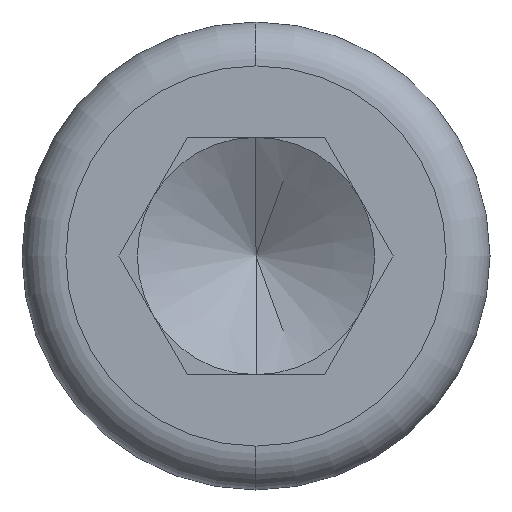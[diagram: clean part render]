
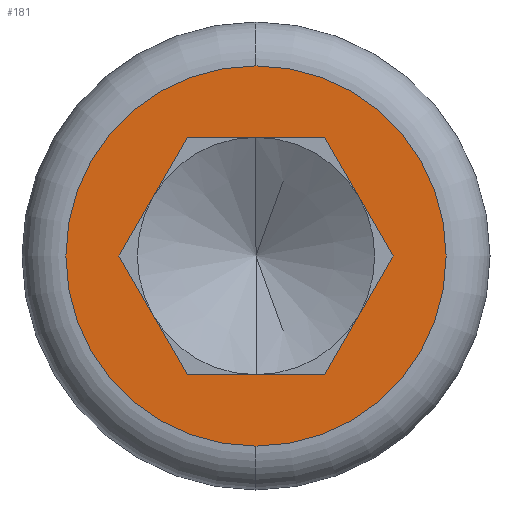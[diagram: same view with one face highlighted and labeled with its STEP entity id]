
A CAD part, left-side view. The second image highlights one B-rep face of the part: STEP entity #181.
In plain terms, the highlighted planar face has unit normal (-1, 0, 0).
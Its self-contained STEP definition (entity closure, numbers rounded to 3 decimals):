
#1 = EDGE_LOOP ( 'NONE', ( #548, #652 ) ) ;
#13 = EDGE_CURVE ( 'NONE', #125, #670, #49, .T. ) ;
#41 = EDGE_CURVE ( 'NONE', #743, #783, #350, .T. ) ;
#47 = DIRECTION ( 'NONE',  ( -1., 0., 0. ) ) ;
#49 = LINE ( 'NONE', #551, #457 ) ;
#85 = AXIS2_PLACEMENT_3D ( 'NONE', #100, #157, #554 ) ;
#91 = CARTESIAN_POINT ( 'NONE',  ( 0., -2.343, -4.058 ) ) ;
#94 = EDGE_LOOP ( 'NONE', ( #705, #624, #733, #580, #633, #741 ) ) ;
#95 = CARTESIAN_POINT ( 'NONE',  ( 0., -4.685, 0. ) ) ;
#99 = EDGE_CURVE ( 'NONE', #670, #233, #287, .T. ) ;
#100 = CARTESIAN_POINT ( 'NONE',  ( 0., 0., 0. ) ) ;
#124 = VERTEX_POINT ( 'NONE', #309 ) ;
#125 = VERTEX_POINT ( 'NONE', #365 ) ;
#140 = CARTESIAN_POINT ( 'NONE',  ( 0., 0., 6.5 ) ) ;
#144 = FACE_BOUND ( 'NONE', #94, .T. ) ;
#157 = DIRECTION ( 'NONE',  ( -1., 0., 0. ) ) ;
#171 = CARTESIAN_POINT ( 'NONE',  ( 0., 2.343, -4.058 ) ) ;
#181 = ADVANCED_FACE ( 'NONE', ( #144, #376 ), #429, .T. ) ;
#207 = DIRECTION ( 'NONE',  ( -1., 0., 0. ) ) ;
#218 = DIRECTION ( 'NONE',  ( 0., -0.5, -0.866 ) ) ;
#227 = DIRECTION ( 'NONE',  ( 0., -0.5, -0.866 ) ) ;
#228 = DIRECTION ( 'NONE',  ( 0., 1., 0. ) ) ;
#233 = VERTEX_POINT ( 'NONE', #91 ) ;
#279 = CARTESIAN_POINT ( 'NONE',  ( 0., -4.685, 0. ) ) ;
#287 = LINE ( 'NONE', #95, #297 ) ;
#291 = EDGE_CURVE ( 'NONE', #783, #743, #464, .T. ) ;
#297 = VECTOR ( 'NONE', #602, 1000. ) ;
#308 = AXIS2_PLACEMENT_3D ( 'NONE', #351, #47, #418 ) ;
#309 = CARTESIAN_POINT ( 'NONE',  ( 0., 4.685, 0. ) ) ;
#326 = EDGE_CURVE ( 'NONE', #124, #642, #469, .T. ) ;
#335 = CARTESIAN_POINT ( 'NONE',  ( 0., 2.343, -4.058 ) ) ;
#350 = CIRCLE ( 'NONE', #308, 6.5 ) ;
#351 = CARTESIAN_POINT ( 'NONE',  ( 0., 0., 0. ) ) ;
#365 = CARTESIAN_POINT ( 'NONE',  ( 0., -2.343, 4.058 ) ) ;
#376 = FACE_OUTER_BOUND ( 'NONE', #1, .T. ) ;
#390 = CARTESIAN_POINT ( 'NONE',  ( 0., 4.685, 0. ) ) ;
#392 = CARTESIAN_POINT ( 'NONE',  ( 0., -2.343, 4.058 ) ) ;
#408 = AXIS2_PLACEMENT_3D ( 'NONE', #559, #207, #625 ) ;
#418 = DIRECTION ( 'NONE',  ( 0., 0., 1. ) ) ;
#429 = PLANE ( 'NONE',  #85 ) ;
#457 = VECTOR ( 'NONE', #218, 1000. ) ;
#464 = CIRCLE ( 'NONE', #408, 6.5 ) ;
#469 = LINE ( 'NONE', #496, #495 ) ;
#492 = VECTOR ( 'NONE', #227, 1000. ) ;
#495 = VECTOR ( 'NONE', #497, 1000. ) ;
#496 = CARTESIAN_POINT ( 'NONE',  ( 0., 4.685, 0. ) ) ;
#497 = DIRECTION ( 'NONE',  ( 0., -0.5, 0.866 ) ) ;
#500 = LINE ( 'NONE', #171, #583 ) ;
#514 = LINE ( 'NONE', #390, #492 ) ;
#526 = EDGE_CURVE ( 'NONE', #716, #233, #500, .T. ) ;
#548 = ORIENTED_EDGE ( 'NONE', *, *, #291, .T. ) ;
#551 = CARTESIAN_POINT ( 'NONE',  ( 0., -2.343, 4.058 ) ) ;
#554 = DIRECTION ( 'NONE',  ( 0., 0., 1. ) ) ;
#559 = CARTESIAN_POINT ( 'NONE',  ( 0., 0., 0. ) ) ;
#568 = EDGE_CURVE ( 'NONE', #125, #642, #682, .T. ) ;
#580 = ORIENTED_EDGE ( 'NONE', *, *, #99, .T. ) ;
#581 = CARTESIAN_POINT ( 'NONE',  ( 0., 0., -6.5 ) ) ;
#583 = VECTOR ( 'NONE', #640, 1000. ) ;
#602 = DIRECTION ( 'NONE',  ( 0., 0.5, -0.866 ) ) ;
#624 = ORIENTED_EDGE ( 'NONE', *, *, #568, .F. ) ;
#625 = DIRECTION ( 'NONE',  ( 0., 0., 1. ) ) ;
#633 = ORIENTED_EDGE ( 'NONE', *, *, #526, .F. ) ;
#639 = CARTESIAN_POINT ( 'NONE',  ( 0., 2.343, 4.057 ) ) ;
#640 = DIRECTION ( 'NONE',  ( 0., -1., 0. ) ) ;
#642 = VERTEX_POINT ( 'NONE', #639 ) ;
#652 = ORIENTED_EDGE ( 'NONE', *, *, #41, .T. ) ;
#670 = VERTEX_POINT ( 'NONE', #279 ) ;
#673 = EDGE_CURVE ( 'NONE', #124, #716, #514, .T. ) ;
#681 = VECTOR ( 'NONE', #228, 1000. ) ;
#682 = LINE ( 'NONE', #392, #681 ) ;
#705 = ORIENTED_EDGE ( 'NONE', *, *, #326, .T. ) ;
#716 = VERTEX_POINT ( 'NONE', #335 ) ;
#733 = ORIENTED_EDGE ( 'NONE', *, *, #13, .T. ) ;
#741 = ORIENTED_EDGE ( 'NONE', *, *, #673, .F. ) ;
#743 = VERTEX_POINT ( 'NONE', #581 ) ;
#783 = VERTEX_POINT ( 'NONE', #140 ) ;
